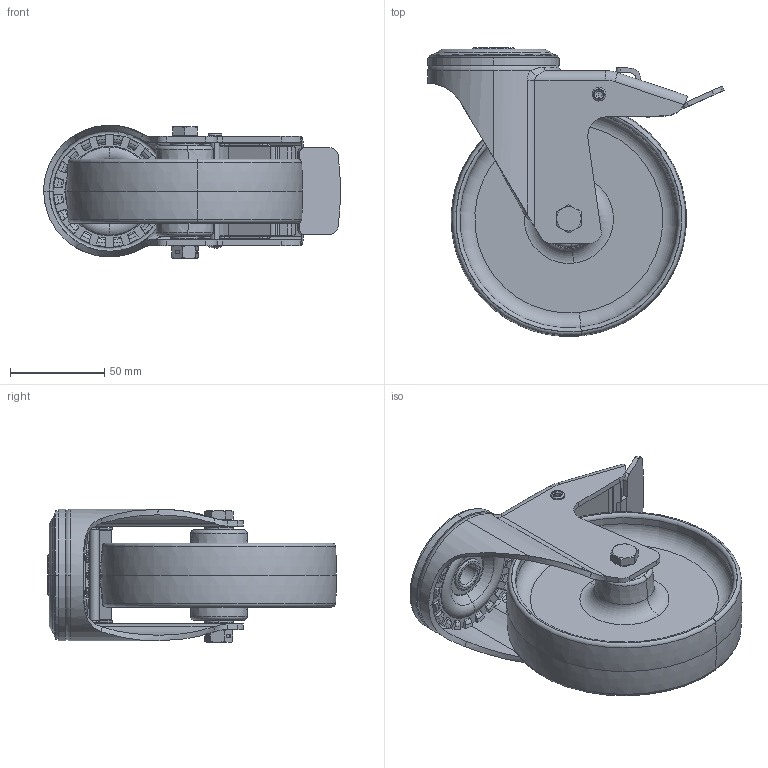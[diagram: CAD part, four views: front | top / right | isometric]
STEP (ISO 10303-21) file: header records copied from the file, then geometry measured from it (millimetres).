
FILE_DESCRIPTION (( 'STEP AP214' ), '1' );
FILE_NAME ('0056117.step', '2023-08-02T06:50:53', ( '' ), ( '' ), 'SwSTEP 2.0', 'SolidWorks 2020', '' );
FILE_SCHEMA (( 'AUTOMOTIVE_DESIGN' ));
Length unit declared in the file: millimetre
Products named in the file (1): 0056117
Bounding box: 157.58 x 153.42 x 71 mm (x, y, z)
Surface area: 121473.4 mm2 (no closed solid volume)
Topology: 0 solids, 14 shells, 568 faces, 1634 edges, 1074 vertices
Faces by surface type: plane 172, cylinder 150, torus 114, cone 92, bspline 24, sphere 16
Entity records: 28329 total; most frequent: CARTESIAN_POINT 7601, DIRECTION 3037, ORIENTED_EDGE 2835, EDGE_CURVE 1636, AXIS2_PLACEMENT_3D 1210, VERTEX_POINT 1076, CIRCLE 665, VECTOR 617
